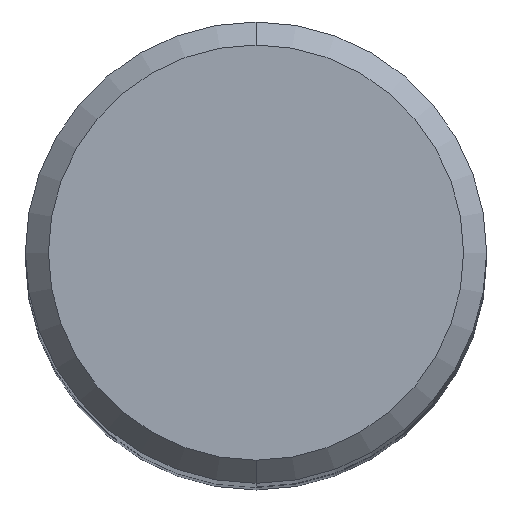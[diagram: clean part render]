
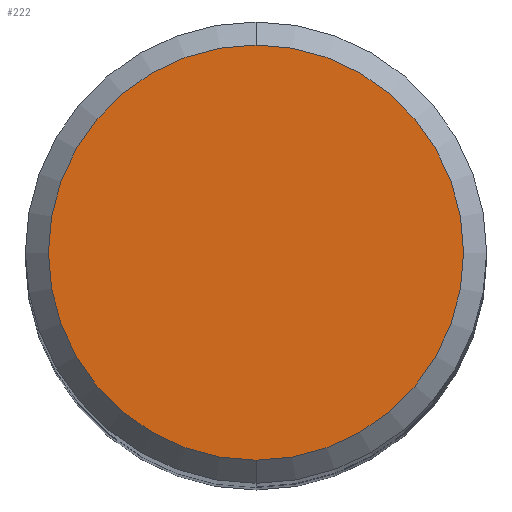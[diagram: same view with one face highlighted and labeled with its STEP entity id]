
A CAD part, top view. The second image highlights one B-rep face of the part: STEP entity #222.
In plain terms, the highlighted planar face has unit normal (0, 0, 1).
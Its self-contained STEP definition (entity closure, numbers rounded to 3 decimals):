
#178=VERTEX_POINT('',#460);
#208=EDGE_CURVE('',#252,#178,#495,.T.);
#222=ADVANCED_FACE('',(#511),#512,.T.);
#252=VERTEX_POINT('',#544);
#346=EDGE_CURVE('',#178,#252,#646,.T.);
#460=CARTESIAN_POINT('',(0.0,5.4,0.0));
#495=CIRCLE('',#852,5.4);
#511=FACE_OUTER_BOUND('',#883,.T.);
#512=PLANE('',#884);
#544=CARTESIAN_POINT('',(0.,-5.4,0.0));
#646=CIRCLE('',#1193,5.4);
#852=AXIS2_PLACEMENT_3D('',#1475,#1476,#1477);
#883=EDGE_LOOP('',(#1505,#1506));
#884=AXIS2_PLACEMENT_3D('',#1507,#1508,#1509);
#1193=AXIS2_PLACEMENT_3D('',#1631,#1632,#1633);
#1475=CARTESIAN_POINT('',(0.0,0.0,0.0));
#1476=DIRECTION('',(0.0,0.0,-1.0));
#1477=DIRECTION('',(0.0,1.0,0.0));
#1505=ORIENTED_EDGE('',*,*,#346,.F.);
#1506=ORIENTED_EDGE('',*,*,#208,.F.);
#1507=CARTESIAN_POINT('',(0.0,2.7,0.0));
#1508=DIRECTION('',(-0.0,0.0,1.0));
#1509=DIRECTION('',(0.0,-1.0,0.0));
#1631=CARTESIAN_POINT('',(0.0,0.0,0.0));
#1632=DIRECTION('',(0.0,0.0,-1.0));
#1633=DIRECTION('',(0.0,1.0,0.0));
